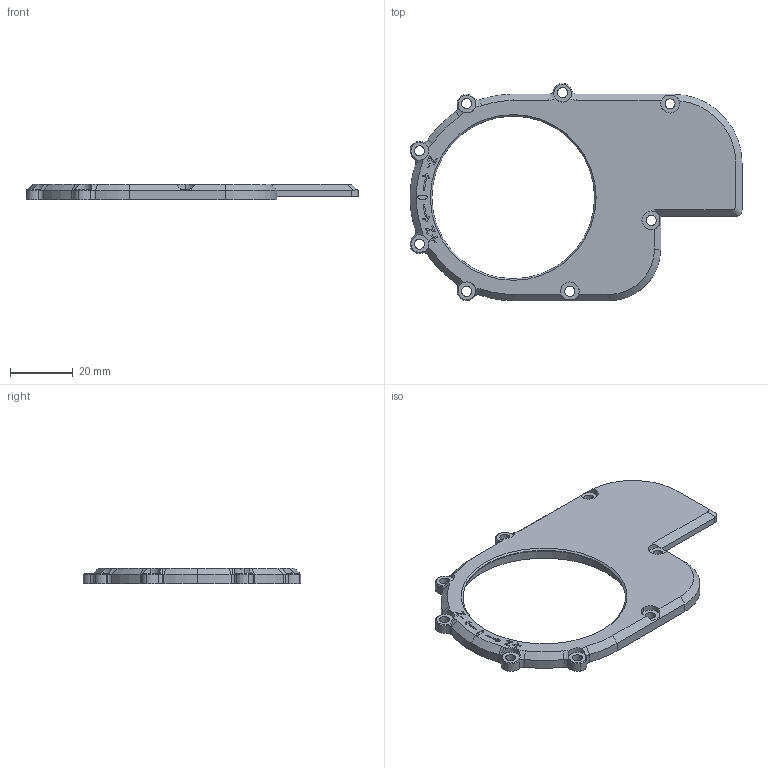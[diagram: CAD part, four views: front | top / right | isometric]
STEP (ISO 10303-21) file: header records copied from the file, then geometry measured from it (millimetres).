
FILE_DESCRIPTION (( 'STEP AP203' ), '1' );
FILE_NAME ('X5 Actuator Top.step_Default_sldprt.STEP', '2022-11-09T04:43:00', ( '' ), ( '' ), 'SwSTEP 2.0', 'SolidWorks 2022', '' );
FILE_SCHEMA (( 'CONFIG_CONTROL_DESIGN' ));
Length unit declared in the file: millimetre
Products named in the file (1): X5 Actuator Top.step_Default_sldprt
Bounding box: 106.14 x 69.5 x 5 mm (x, y, z)
Volume: 14735.9 mm3; surface area: 9504 mm2
Topology: 1 solids, 1 shells, 205 faces, 547 edges, 354 vertices
Faces by surface type: cylinder 93, plane 79, cone 33
Entity records: 6721 total; most frequent: CARTESIAN_POINT 1332, DIRECTION 1168, ORIENTED_EDGE 1094, EDGE_CURVE 547, AXIS2_PLACEMENT_3D 437, VERTEX_POINT 354, LINE 294, VECTOR 294
